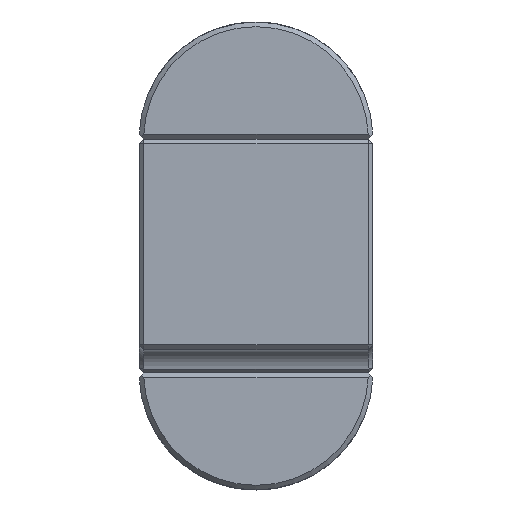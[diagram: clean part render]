
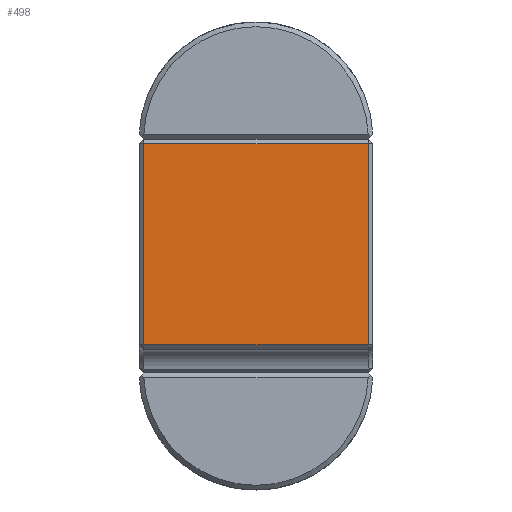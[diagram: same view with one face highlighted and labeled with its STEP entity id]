
A CAD part, left-side view. The second image highlights one B-rep face of the part: STEP entity #498.
In plain terms, the highlighted planar face has unit normal (-1, 0, 0).
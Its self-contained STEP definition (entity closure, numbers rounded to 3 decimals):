
#498 = ADVANCED_FACE( '', ( #970 ), #971, .T. );
#970 = FACE_OUTER_BOUND( '', #1866, .T. );
#971 = PLANE( '', #1867 );
#1866 = EDGE_LOOP( '', ( #3247, #3248, #3249, #3250 ) );
#1867 = AXIS2_PLACEMENT_3D( '', #3251, #3252, #3253 );
#3247 = ORIENTED_EDGE( '', *, *, #4017, .T. );
#3248 = ORIENTED_EDGE( '', *, *, #3684, .T. );
#3249 = ORIENTED_EDGE( '', *, *, #3922, .T. );
#3250 = ORIENTED_EDGE( '', *, *, #4018, .T. );
#3251 = CARTESIAN_POINT( '', ( -75., 25., 12.5 ) );
#3252 = DIRECTION( '', ( -1., 0., 0. ) );
#3253 = DIRECTION( '', ( 0., 0., 1. ) );
#3684 = EDGE_CURVE( '', #4314, #4319, #4321, .T. );
#3922 = EDGE_CURVE( '', #4319, #4680, #4682, .T. );
#4017 = EDGE_CURVE( '', #4742, #4314, #4796, .T. );
#4018 = EDGE_CURVE( '', #4680, #4742, #4797, .T. );
#4314 = VERTEX_POINT( '', #5055 );
#4319 = VERTEX_POINT( '', #5062 );
#4321 = LINE( '', #5065, #5066 );
#4680 = VERTEX_POINT( '', #6277 );
#4682 = LINE( '', #6280, #6281 );
#4742 = VERTEX_POINT( '', #6558 );
#4796 = LINE( '', #6780, #6781 );
#4797 = LINE( '', #6782, #6783 );
#5055 = CARTESIAN_POINT( '', ( -75., 24.5, -9.5 ) );
#5062 = CARTESIAN_POINT( '', ( -75., 0.5, -9.5 ) );
#5065 = CARTESIAN_POINT( '', ( -75., 0., -9.5 ) );
#5066 = VECTOR( '', #7142, 1000. );
#6277 = CARTESIAN_POINT( '', ( -75., 0.5, 12. ) );
#6280 = CARTESIAN_POINT( '', ( -75., 0.5, 12.5 ) );
#6281 = VECTOR( '', #7264, 1000. );
#6558 = CARTESIAN_POINT( '', ( -75., 24.5, 12. ) );
#6780 = CARTESIAN_POINT( '', ( -75., 24.5, -10. ) );
#6781 = VECTOR( '', #7288, 1000. );
#6782 = CARTESIAN_POINT( '', ( -75., 25., 12. ) );
#6783 = VECTOR( '', #7289, 1000. );
#7142 = DIRECTION( '', ( 0., -1., 0. ) );
#7264 = DIRECTION( '', ( 0., 0., 1. ) );
#7288 = DIRECTION( '', ( 0., 0., -1. ) );
#7289 = DIRECTION( '', ( 0., 1., 0. ) );
